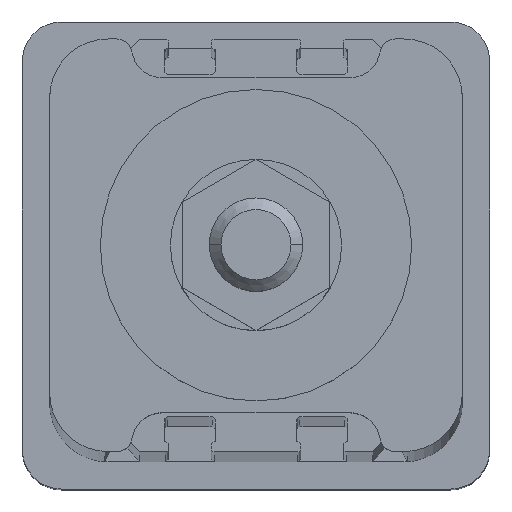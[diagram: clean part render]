
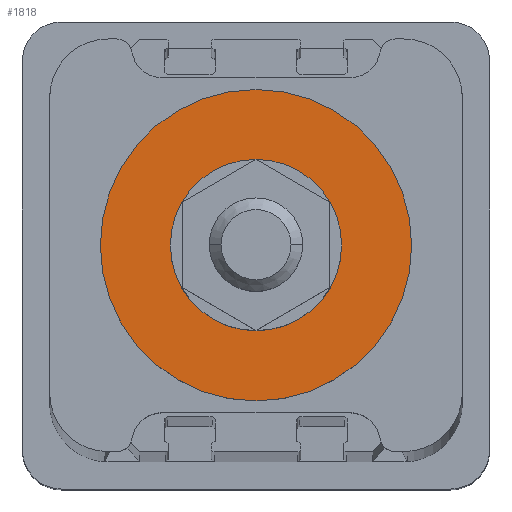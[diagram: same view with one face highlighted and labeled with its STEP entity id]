
A CAD part, top view. The second image highlights one B-rep face of the part: STEP entity #1818.
In plain terms, the highlighted planar face has unit normal (0, 0, 1).
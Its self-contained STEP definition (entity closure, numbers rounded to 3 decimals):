
#36 = ORIENTED_EDGE ( 'NONE', *, *, #5615, .T. ) ;
#71 = EDGE_CURVE ( 'NONE', #4282, #1223, #4523, .T. ) ;
#141 = FACE_BOUND ( 'NONE', #3072, .T. ) ;
#197 = PLANE ( 'NONE',  #5055 ) ;
#258 = CARTESIAN_POINT ( 'NONE',  ( -11., 0., 740. ) ) ;
#450 = DIRECTION ( 'NONE',  ( 0., 0., 1. ) ) ;
#662 = DIRECTION ( 'NONE',  ( 0., 0., 1. ) ) ;
#854 = EDGE_LOOP ( 'NONE', ( #2732, #36 ) ) ;
#905 = CIRCLE ( 'NONE', #1492, 20. ) ;
#1219 = CIRCLE ( 'NONE', #4635, 20. ) ;
#1223 = VERTEX_POINT ( 'NONE', #258 ) ;
#1308 = VERTEX_POINT ( 'NONE', #2194 ) ;
#1309 = DIRECTION ( 'NONE',  ( 0., 0., 1. ) ) ;
#1492 = AXIS2_PLACEMENT_3D ( 'NONE', #3257, #450, #3717 ) ;
#1552 = CIRCLE ( 'NONE', #4446, 11. ) ;
#1740 = CARTESIAN_POINT ( 'NONE',  ( 11., 0., 740. ) ) ;
#1818 = ADVANCED_FACE ( 'NONE', ( #141, #2630 ), #197, .T. ) ;
#1858 = DIRECTION ( 'NONE',  ( 0., 0., 1. ) ) ;
#1980 = DIRECTION ( 'NONE',  ( 0., 0., 1. ) ) ;
#2053 = AXIS2_PLACEMENT_3D ( 'NONE', #5156, #1858, #4691 ) ;
#2194 = CARTESIAN_POINT ( 'NONE',  ( -20., 0., 740. ) ) ;
#2630 = FACE_OUTER_BOUND ( 'NONE', #854, .T. ) ;
#2729 = EDGE_CURVE ( 'NONE', #1308, #3858, #1219, .T. ) ;
#2732 = ORIENTED_EDGE ( 'NONE', *, *, #2729, .T. ) ;
#3019 = ORIENTED_EDGE ( 'NONE', *, *, #71, .F. ) ;
#3072 = EDGE_LOOP ( 'NONE', ( #4038, #3019 ) ) ;
#3257 = CARTESIAN_POINT ( 'NONE',  ( 0., 0., 740. ) ) ;
#3334 = CARTESIAN_POINT ( 'NONE',  ( 20., 0., 740. ) ) ;
#3475 = CARTESIAN_POINT ( 'NONE',  ( 0., 0., 740. ) ) ;
#3717 = DIRECTION ( 'NONE',  ( 1., 0., 0. ) ) ;
#3858 = VERTEX_POINT ( 'NONE', #3334 ) ;
#3945 = DIRECTION ( 'NONE',  ( 1., 0., 0. ) ) ;
#4038 = ORIENTED_EDGE ( 'NONE', *, *, #4825, .F. ) ;
#4133 = CARTESIAN_POINT ( 'NONE',  ( 0., 0., 740. ) ) ;
#4282 = VERTEX_POINT ( 'NONE', #1740 ) ;
#4446 = AXIS2_PLACEMENT_3D ( 'NONE', #4817, #1980, #5281 ) ;
#4523 = CIRCLE ( 'NONE', #2053, 11. ) ;
#4612 = DIRECTION ( 'NONE',  ( 1., 0., 0. ) ) ;
#4635 = AXIS2_PLACEMENT_3D ( 'NONE', #4133, #1309, #4612 ) ;
#4691 = DIRECTION ( 'NONE',  ( 1., 0., 0. ) ) ;
#4817 = CARTESIAN_POINT ( 'NONE',  ( 0., 0., 740. ) ) ;
#4825 = EDGE_CURVE ( 'NONE', #1223, #4282, #1552, .T. ) ;
#5055 = AXIS2_PLACEMENT_3D ( 'NONE', #3475, #662, #3945 ) ;
#5156 = CARTESIAN_POINT ( 'NONE',  ( 0., 0., 740. ) ) ;
#5281 = DIRECTION ( 'NONE',  ( 1., 0., 0. ) ) ;
#5615 = EDGE_CURVE ( 'NONE', #3858, #1308, #905, .T. ) ;
